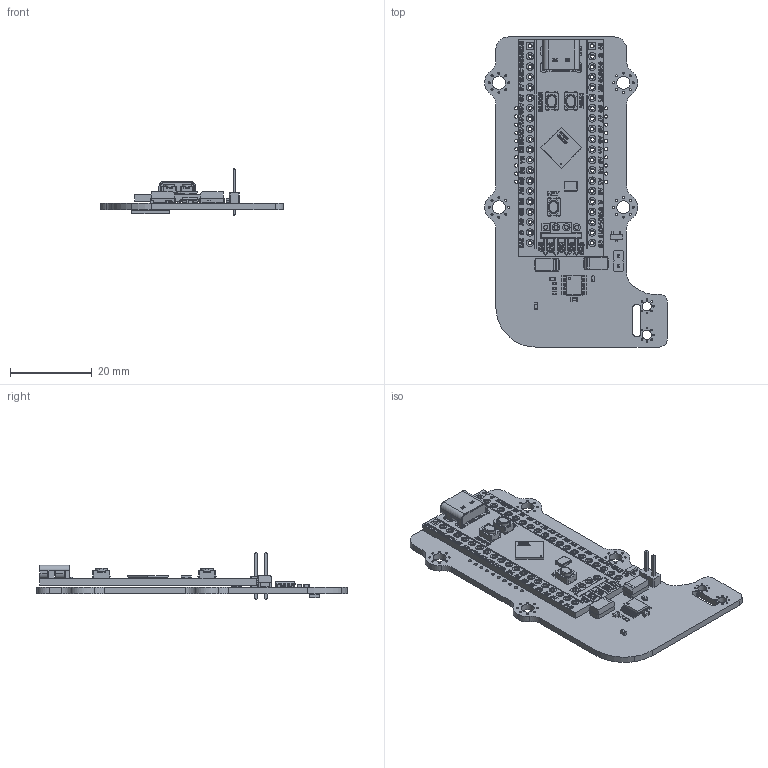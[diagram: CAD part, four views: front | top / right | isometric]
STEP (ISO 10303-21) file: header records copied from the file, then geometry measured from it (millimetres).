
FILE_DESCRIPTION(('FreeCAD Model'),'2;1');
FILE_NAME('Open CASCADE Shape Model','2022-08-10T15:54:44',(''),(''), 'Open CASCADE STEP processor 7.5','FreeCAD','Unknown');
FILE_SCHEMA(('AUTOMOTIVE_DESIGN { 1 0 10303 214 1 1 1 1 }'));
Products named in the file (1): STM32_DJI_Gimbal_sp
Bounding box: 44.74 x 76 x 11.54 mm (x, y, z)
Volume: 6240.3 mm3; surface area: 11215.9 mm2
Topology: 328 solids, 328 shells, 5726 faces, 14561 edges, 9612 vertices
Faces by surface type: plane 3088, bspline 1780, cylinder 826, torus 20, cone 6, sphere 6
Full cylindrical faces by diameter (mm): 0.4 x16, 0.5 x35, 0.8 x20, 0.98 x44, 1 x130, 1.8 x84, 2.2 x2, 3.2 x4
Entity records: 233386 total; most frequent: CARTESIAN_POINT 61867, ORIENTED_EDGE 29106, DIRECTION 20603, EDGE_CURVE 14553, VERTEX_POINT 9612, LINE 9361, VECTOR 9361, FACE_BOUND 6465
